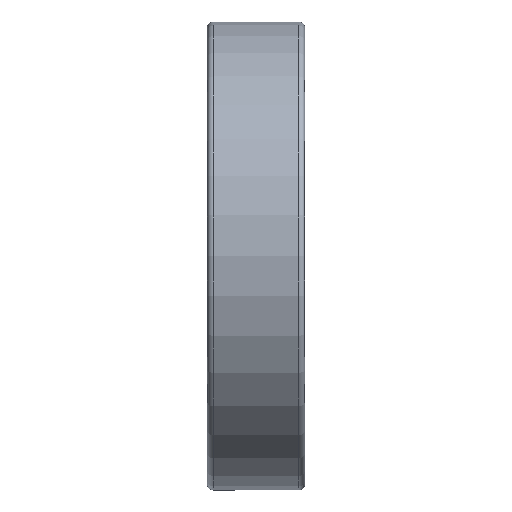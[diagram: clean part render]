
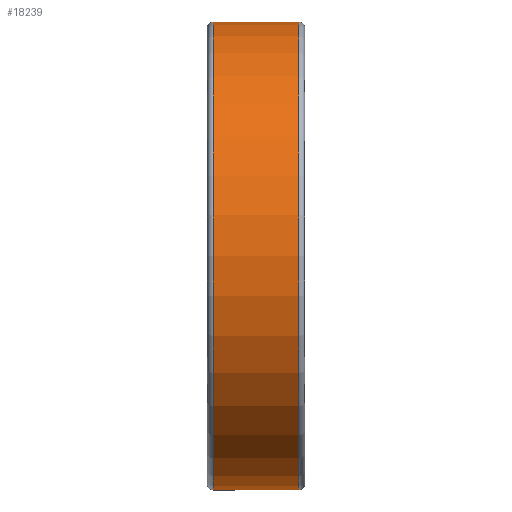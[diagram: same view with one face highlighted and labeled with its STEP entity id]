
A CAD part, top view. The second image highlights one B-rep face of the part: STEP entity #18239.
In plain terms, the highlighted cylindrical face has radius 12 mm (diameter 24 mm), a partial arc.
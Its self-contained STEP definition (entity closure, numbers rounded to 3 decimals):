
#69 = DIRECTION ( 'NONE',  ( 1., 0., 0. ) ) ;
#656 = CARTESIAN_POINT ( 'NONE',  ( 5., 12., 0. ) ) ;
#2270 = LINE ( 'NONE', #656, #16749 ) ;
#3431 = CIRCLE ( 'NONE', #18882, 12. ) ;
#4051 = AXIS2_PLACEMENT_3D ( 'NONE', #17293, #17190, #9114 ) ;
#4059 = FACE_OUTER_BOUND ( 'NONE', #20322, .T. ) ;
#4875 = AXIS2_PLACEMENT_3D ( 'NONE', #21086, #69, #8149 ) ;
#5037 = EDGE_CURVE ( 'NONE', #16362, #14360, #11807, .T. ) ;
#5248 = EDGE_CURVE ( 'NONE', #7150, #16362, #21041, .T. ) ;
#5358 = CARTESIAN_POINT ( 'NONE',  ( 4.7, 12., 0. ) ) ;
#5897 = VECTOR ( 'NONE', #16979, 1000. ) ;
#6823 = EDGE_CURVE ( 'NONE', #17270, #14360, #3431, .T. ) ;
#7150 = VERTEX_POINT ( 'NONE', #10974 ) ;
#7869 = DIRECTION ( 'NONE',  ( 1., 0., 0. ) ) ;
#8149 = DIRECTION ( 'NONE',  ( 0., 1., 0. ) ) ;
#9114 = DIRECTION ( 'NONE',  ( 0., 1., 0. ) ) ;
#10335 = DIRECTION ( 'NONE',  ( 1., 0., 0. ) ) ;
#10716 = CYLINDRICAL_SURFACE ( 'NONE', #4051, 12. ) ;
#10974 = CARTESIAN_POINT ( 'NONE',  ( 0.3, 12., 0. ) ) ;
#11807 = LINE ( 'NONE', #20336, #5897 ) ;
#13932 = ORIENTED_EDGE ( 'NONE', *, *, #6823, .F. ) ;
#14159 = CARTESIAN_POINT ( 'NONE',  ( 4.7, -12., 0. ) ) ;
#14360 = VERTEX_POINT ( 'NONE', #14159 ) ;
#14442 = DIRECTION ( 'NONE',  ( 0., 1., 0. ) ) ;
#16052 = CARTESIAN_POINT ( 'NONE',  ( 4.7, 0., 0. ) ) ;
#16362 = VERTEX_POINT ( 'NONE', #20726 ) ;
#16749 = VECTOR ( 'NONE', #10335, 1000. ) ;
#16979 = DIRECTION ( 'NONE',  ( 1., 0., 0. ) ) ;
#17190 = DIRECTION ( 'NONE',  ( 1., 0., 0. ) ) ;
#17270 = VERTEX_POINT ( 'NONE', #5358 ) ;
#17293 = CARTESIAN_POINT ( 'NONE',  ( 5., 0., 0. ) ) ;
#17930 = ORIENTED_EDGE ( 'NONE', *, *, #5248, .T. ) ;
#18239 = ADVANCED_FACE ( 'NONE', ( #4059 ), #10716, .T. ) ;
#18882 = AXIS2_PLACEMENT_3D ( 'NONE', #16052, #7869, #14442 ) ;
#18990 = ORIENTED_EDGE ( 'NONE', *, *, #21297, .F. ) ;
#20018 = ORIENTED_EDGE ( 'NONE', *, *, #5037, .T. ) ;
#20322 = EDGE_LOOP ( 'NONE', ( #17930, #20018, #13932, #18990 ) ) ;
#20336 = CARTESIAN_POINT ( 'NONE',  ( 5., -12., 0. ) ) ;
#20726 = CARTESIAN_POINT ( 'NONE',  ( 0.3, -12., 0. ) ) ;
#21041 = CIRCLE ( 'NONE', #4875, 12. ) ;
#21086 = CARTESIAN_POINT ( 'NONE',  ( 0.3, 0., 0. ) ) ;
#21297 = EDGE_CURVE ( 'NONE', #7150, #17270, #2270, .T. ) ;
